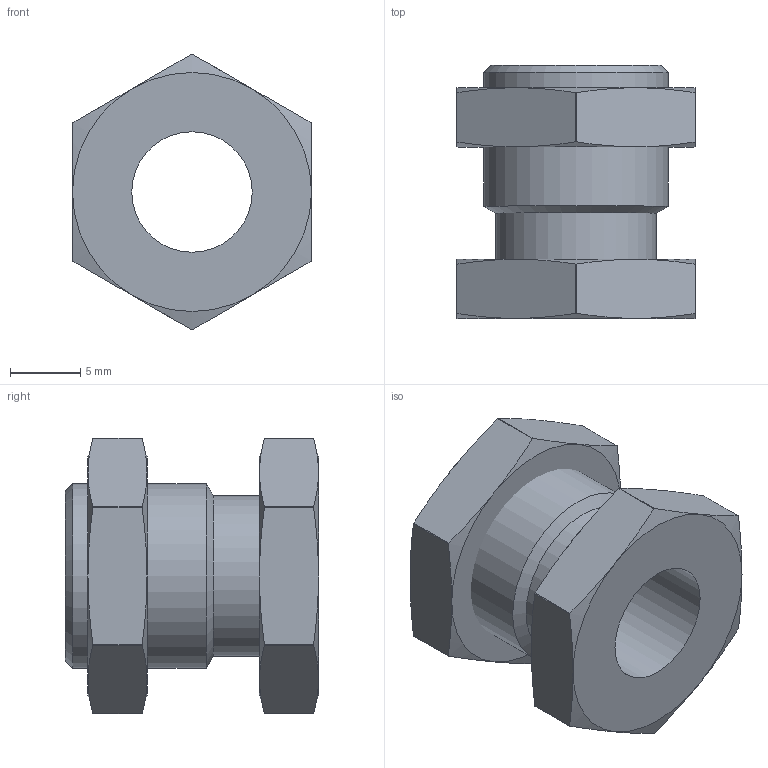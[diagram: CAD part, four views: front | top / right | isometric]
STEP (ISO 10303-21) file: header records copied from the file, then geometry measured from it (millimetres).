
FILE_DESCRIPTION(/* description */ (''),/* implementation_level */ '2;1');
FILE_NAME(/* name */ 'sv_18_es-la.stp',/* time_stamp */ '2017-04-10T10:20:40+02:00',/* author */ ('leitheußer'),/* organization */ (''),/* preprocessor_version */ 'ST-DEVELOPER v16.5',/* originating_system */ 'Autodesk Inventor 2017',/* authorisation */ '');
FILE_SCHEMA (('AUTOMOTIVE_DESIGN { 1 0 10303 214 3 1 1 }'));
Length unit declared in the file: millimetre
Products named in the file (3): Baugruppe1; SV_18_ES teil 1; SV_18_ES teil 2
Assembly tree (2 placements, depth 2):
  Baugruppe1
    SV_18_ES teil 1
    SV_18_ES teil 2
Bounding box: 17 x 18 x 19.6 mm (x, y, z)
Volume: 2373.2 mm3; surface area: 2368.2 mm2
Topology: 2 solids, 2 shells, 60 faces, 137 edges, 82 vertices
Faces by surface type: cone 27, plane 17, cylinder 16
Full cylindrical faces by diameter (mm): 8.566 x1, 11.445 x2, 13.157 x1
Entity records: 1677 total; most frequent: CARTESIAN_POINT 373, DIRECTION 270, ORIENTED_EDGE 260, EDGE_CURVE 130, AXIS2_PLACEMENT_3D 123, VERTEX_POINT 82, EDGE_LOOP 72, FACE_OUTER_BOUND 60
